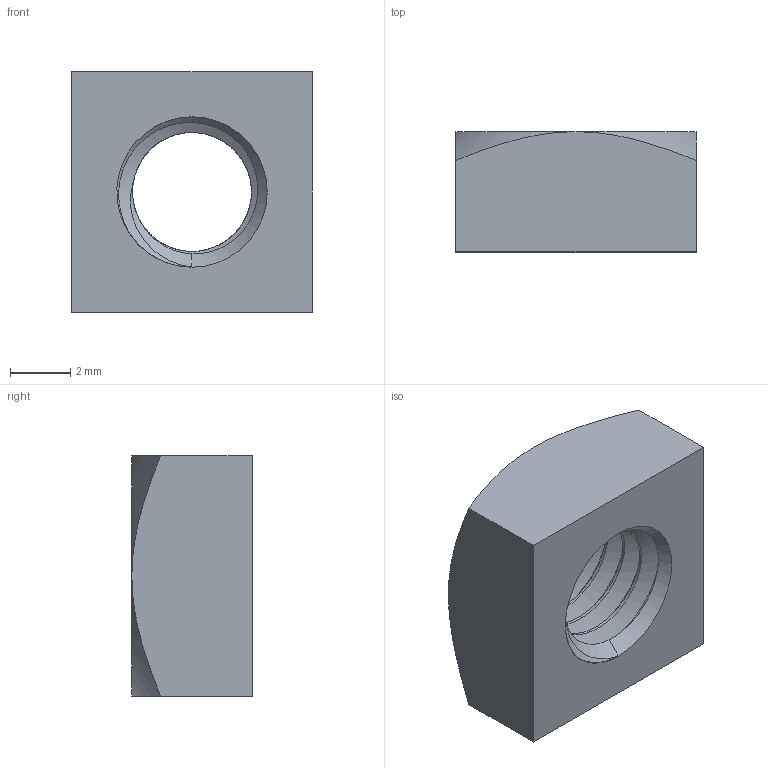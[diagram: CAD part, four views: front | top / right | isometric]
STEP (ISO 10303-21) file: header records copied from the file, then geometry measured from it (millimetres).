
FILE_DESCRIPTION (( 'STEP AP203' ), '1' );
FILE_NAME ('96887A331_Low-Strength Steel Square Nut.STEP', '2021-07-11T07:37:56', ( 'Administrator' ), ( 'Managed by Terraform' ), 'SwSTEP 2.0', 'SolidWorks 2017', '' );
FILE_SCHEMA (( 'CONFIG_CONTROL_DESIGN' ));
Length unit declared in the file: millimetre
Products named in the file (1): 96887A331_Low-Strength Steel Square Nut
Bounding box: 8 x 4 x 8 mm (x, y, z)
Volume: 187.1 mm3; surface area: 305 mm2
Topology: 1 solids, 1 shells, 30 faces, 74 edges, 46 vertices
Faces by surface type: cylinder 11, cone 10, plane 6, bspline 3
Entity records: 1916 total; most frequent: CARTESIAN_POINT 1237, ORIENTED_EDGE 148, DIRECTION 98, EDGE_CURVE 74, VERTEX_POINT 46, AXIS2_PLACEMENT_3D 38, EDGE_LOOP 32, FACE_OUTER_BOUND 30
